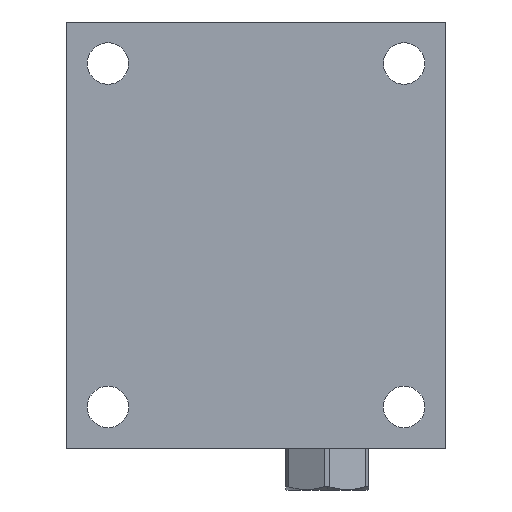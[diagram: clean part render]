
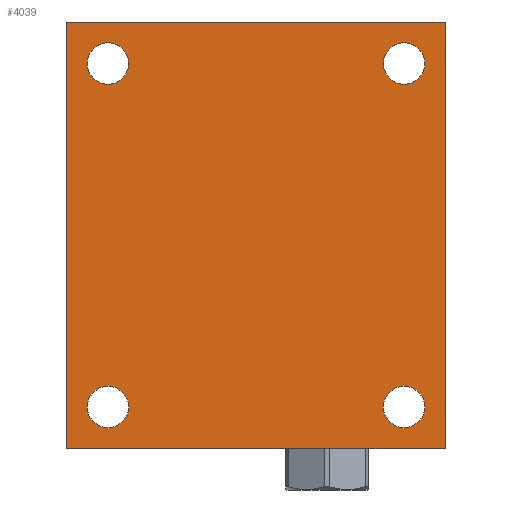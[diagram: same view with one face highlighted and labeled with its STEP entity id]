
A CAD part, left-side view. The second image highlights one B-rep face of the part: STEP entity #4039.
In plain terms, the highlighted planar face has unit normal (-1, 0, 0).
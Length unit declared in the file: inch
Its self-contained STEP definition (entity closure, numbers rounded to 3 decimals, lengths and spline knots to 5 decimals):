
#1=DIRECTION('',(0.,-1.,0.));
#2=VECTOR('',#1,4.);
#3=CARTESIAN_POINT('',(0.,0.,0.));
#4=LINE('',#3,#2);
#47=DIRECTION('',(0.,0.,1.));
#48=VECTOR('',#47,4.5);
#49=CARTESIAN_POINT('',(0.,0.,0.));
#50=LINE('',#49,#48);
#51=CARTESIAN_POINT('',(0.,-0.438,0.438));
#52=DIRECTION('',(-1.,0.,0.));
#53=DIRECTION('',(0.,1.,0.));
#54=AXIS2_PLACEMENT_3D('',#51,#52,#53);
#56=CARTESIAN_POINT('',(0.,-0.438,0.438));
#57=DIRECTION('',(-1.,0.,0.));
#58=DIRECTION('',(0.,-1.,0.));
#59=AXIS2_PLACEMENT_3D('',#56,#57,#58);
#61=CARTESIAN_POINT('',(0.,-3.562,0.438));
#62=DIRECTION('',(-1.,0.,0.));
#63=DIRECTION('',(0.,1.,0.));
#64=AXIS2_PLACEMENT_3D('',#61,#62,#63);
#66=CARTESIAN_POINT('',(0.,-3.562,0.438));
#67=DIRECTION('',(-1.,0.,0.));
#68=DIRECTION('',(0.,-1.,0.));
#69=AXIS2_PLACEMENT_3D('',#66,#67,#68);
#71=CARTESIAN_POINT('',(0.,-0.438,4.062));
#72=DIRECTION('',(-1.,0.,0.));
#73=DIRECTION('',(0.,1.,0.));
#74=AXIS2_PLACEMENT_3D('',#71,#72,#73);
#76=CARTESIAN_POINT('',(0.,-0.438,4.062));
#77=DIRECTION('',(-1.,0.,0.));
#78=DIRECTION('',(0.,-1.,0.));
#79=AXIS2_PLACEMENT_3D('',#76,#77,#78);
#81=CARTESIAN_POINT('',(0.,-3.562,4.062));
#82=DIRECTION('',(-1.,0.,0.));
#83=DIRECTION('',(0.,1.,0.));
#84=AXIS2_PLACEMENT_3D('',#81,#82,#83);
#86=CARTESIAN_POINT('',(0.,-3.562,4.062));
#87=DIRECTION('',(-1.,0.,0.));
#88=DIRECTION('',(0.,-1.,0.));
#89=AXIS2_PLACEMENT_3D('',#86,#87,#88);
#409=DIRECTION('',(0.,0.,1.));
#410=VECTOR('',#409,4.5);
#411=CARTESIAN_POINT('',(0.,-4.,0.));
#412=LINE('',#411,#410);
#433=DIRECTION('',(0.,-1.,0.));
#434=VECTOR('',#433,4.);
#435=CARTESIAN_POINT('',(0.,0.,4.5));
#436=LINE('',#435,#434);
#3471=CARTESIAN_POINT('',(0.,0.,0.));
#3472=CARTESIAN_POINT('',(0.,-4.,0.));
#3473=VERTEX_POINT('',#3471);
#3474=VERTEX_POINT('',#3472);
#3479=CARTESIAN_POINT('',(0.,0.,4.5));
#3480=CARTESIAN_POINT('',(0.,-4.,4.5));
#3481=VERTEX_POINT('',#3479);
#3482=VERTEX_POINT('',#3480);
#3681=CARTESIAN_POINT('',(0.,-0.219,0.438));
#3682=CARTESIAN_POINT('',(0.,-0.657,0.438));
#3683=VERTEX_POINT('',#3681);
#3684=VERTEX_POINT('',#3682);
#3689=CARTESIAN_POINT('',(0.,-3.343,0.438));
#3690=CARTESIAN_POINT('',(0.,-3.781,0.438));
#3691=VERTEX_POINT('',#3689);
#3692=VERTEX_POINT('',#3690);
#3697=CARTESIAN_POINT('',(0.,-0.219,4.062));
#3698=CARTESIAN_POINT('',(0.,-0.657,4.062));
#3699=VERTEX_POINT('',#3697);
#3700=VERTEX_POINT('',#3698);
#3705=CARTESIAN_POINT('',(0.,-3.343,4.062));
#3706=CARTESIAN_POINT('',(0.,-3.781,4.062));
#3707=VERTEX_POINT('',#3705);
#3708=VERTEX_POINT('',#3706);
#4001=CARTESIAN_POINT('',(0.,0.,0.));
#4002=DIRECTION('',(-1.,0.,0.));
#4003=DIRECTION('',(0.,-1.,0.));
#4004=AXIS2_PLACEMENT_3D('',#4001,#4002,#4003);
#4005=PLANE('',#4004);
#4006=ORIENTED_EDGE('',*,*,#3972,.F.);
#4008=ORIENTED_EDGE('',*,*,#4007,.T.);
#4010=ORIENTED_EDGE('',*,*,#4009,.T.);
#4012=ORIENTED_EDGE('',*,*,#4011,.F.);
#4013=EDGE_LOOP('',(#4006,#4008,#4010,#4012));
#4014=FACE_OUTER_BOUND('',#4013,.F.);
#4016=ORIENTED_EDGE('',*,*,#4015,.T.);
#4018=ORIENTED_EDGE('',*,*,#4017,.T.);
#4019=EDGE_LOOP('',(#4016,#4018));
#4020=FACE_BOUND('',#4019,.F.);
#4022=ORIENTED_EDGE('',*,*,#4021,.T.);
#4024=ORIENTED_EDGE('',*,*,#4023,.T.);
#4025=EDGE_LOOP('',(#4022,#4024));
#4026=FACE_BOUND('',#4025,.F.);
#4028=ORIENTED_EDGE('',*,*,#4027,.T.);
#4030=ORIENTED_EDGE('',*,*,#4029,.T.);
#4031=EDGE_LOOP('',(#4028,#4030));
#4032=FACE_BOUND('',#4031,.F.);
#4034=ORIENTED_EDGE('',*,*,#4033,.T.);
#4036=ORIENTED_EDGE('',*,*,#4035,.T.);
#4037=EDGE_LOOP('',(#4034,#4036));
#4038=FACE_BOUND('',#4037,.F.);
#4039=ADVANCED_FACE('',(#4014,#4020,#4026,#4032,#4038),#4005,.T.);
#55=CIRCLE('',#54,0.219);
#60=CIRCLE('',#59,0.219);
#65=CIRCLE('',#64,0.219);
#70=CIRCLE('',#69,0.219);
#75=CIRCLE('',#74,0.219);
#80=CIRCLE('',#79,0.219);
#85=CIRCLE('',#84,0.219);
#90=CIRCLE('',#89,0.219);
#3972=EDGE_CURVE('',#3473,#3474,#4,.T.);
#4007=EDGE_CURVE('',#3473,#3481,#50,.T.);
#4009=EDGE_CURVE('',#3481,#3482,#436,.T.);
#4011=EDGE_CURVE('',#3474,#3482,#412,.T.);
#4015=EDGE_CURVE('',#3683,#3684,#55,.T.);
#4017=EDGE_CURVE('',#3684,#3683,#60,.T.);
#4021=EDGE_CURVE('',#3691,#3692,#65,.T.);
#4023=EDGE_CURVE('',#3692,#3691,#70,.T.);
#4027=EDGE_CURVE('',#3699,#3700,#75,.T.);
#4029=EDGE_CURVE('',#3700,#3699,#80,.T.);
#4033=EDGE_CURVE('',#3707,#3708,#85,.T.);
#4035=EDGE_CURVE('',#3708,#3707,#90,.T.);
